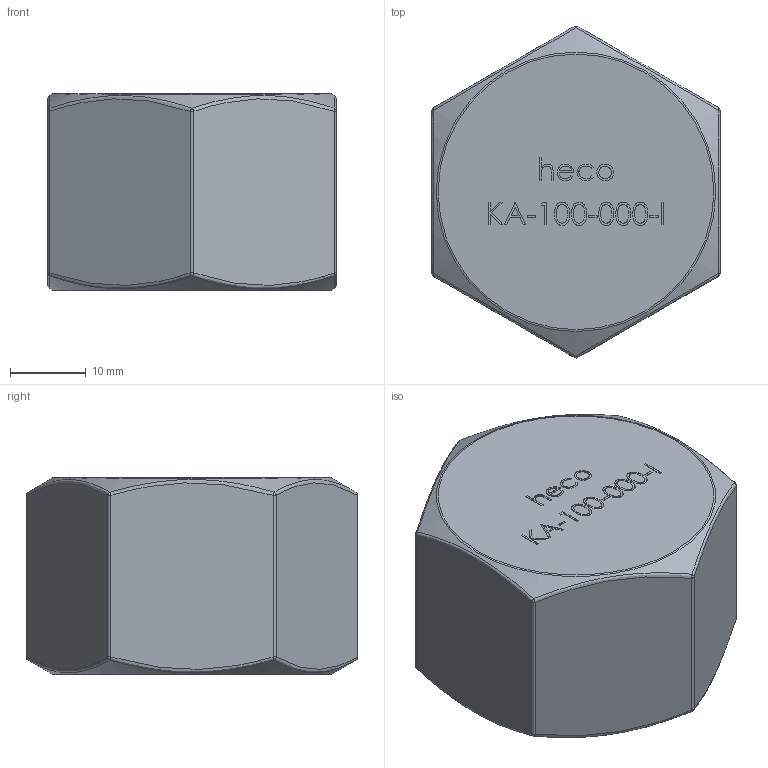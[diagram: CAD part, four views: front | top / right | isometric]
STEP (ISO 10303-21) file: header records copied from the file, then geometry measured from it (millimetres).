
FILE_DESCRIPTION (( 'STEP AP214' ), '1' );
FILE_NAME ('KA-100-000-I 2310.STEP', '2023-10-10T10:07:05', ( '' ), ( '' ), 'SwSTEP 2.0', 'SolidWorks 2019', '' );
FILE_SCHEMA (( 'AUTOMOTIVE_DESIGN' ));
Length unit declared in the file: millimetre
Products named in the file (1): KA-100-000-I 2310
Bounding box: 38 x 43.72 x 26.04 mm (x, y, z)
Volume: 16305.8 mm3; surface area: 7700.8 mm2
Topology: 1 solids, 1 shells, 207 faces, 509 edges, 325 vertices
Faces by surface type: bspline 92, plane 90, sphere 12, cylinder 7, cone 3, torus 3
Full cylindrical faces by diameter (mm): 30.291 x1
Entity records: 13815 total; most frequent: CARTESIAN_POINT 7717, ORIENTED_EDGE 982, DIRECTION 583, EDGE_CURVE 491, VERTEX_POINT 318, LINE 263, VECTOR 263, EDGE_LOOP 239
